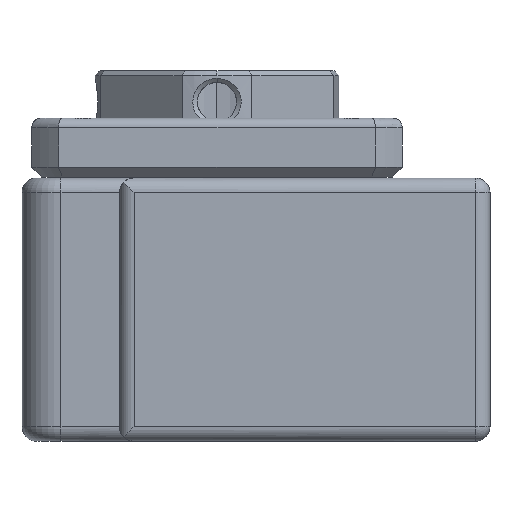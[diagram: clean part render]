
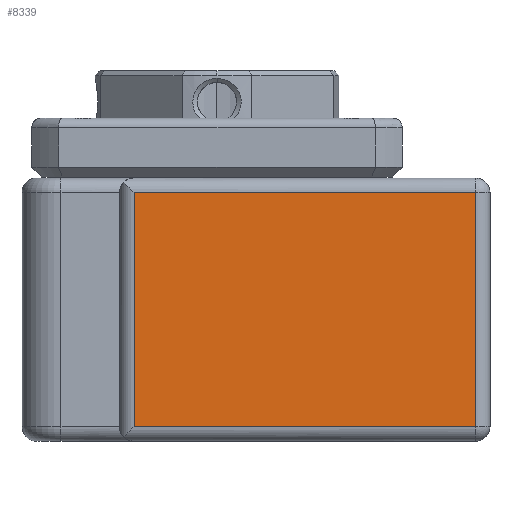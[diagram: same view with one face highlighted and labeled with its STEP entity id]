
A CAD part, left-side view. The second image highlights one B-rep face of the part: STEP entity #8339.
In plain terms, the highlighted planar face has unit normal (-1, 0, 0).
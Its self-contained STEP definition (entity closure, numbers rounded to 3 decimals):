
#371 = EDGE_CURVE ( 'NONE', #7056, #5641, #10013, .T. ) ;
#1061 = CARTESIAN_POINT ( 'NONE',  ( -35., -22.5, 12. ) ) ;
#1077 = LINE ( 'NONE', #16082, #10759 ) ;
#1217 = CARTESIAN_POINT ( 'NONE',  ( -35., 14., 13.5 ) ) ;
#2291 = CARTESIAN_POINT ( 'NONE',  ( -35., 12.5, 12. ) ) ;
#2596 = DIRECTION ( 'NONE',  ( 1., 0., 0. ) ) ;
#2697 = VECTOR ( 'NONE', #16977, 1000. ) ;
#3659 = CARTESIAN_POINT ( 'NONE',  ( -35., -22.5, -12. ) ) ;
#4416 = DIRECTION ( 'NONE',  ( 0., 1., 0. ) ) ;
#4559 = CARTESIAN_POINT ( 'NONE',  ( -35., 12.5, -12. ) ) ;
#4947 = ORIENTED_EDGE ( 'NONE', *, *, #10380, .T. ) ;
#5641 = VERTEX_POINT ( 'NONE', #3659 ) ;
#6771 = FACE_OUTER_BOUND ( 'NONE', #8784, .T. ) ;
#6910 = EDGE_CURVE ( 'NONE', #11973, #7056, #12676, .T. ) ;
#7056 = VERTEX_POINT ( 'NONE', #4559 ) ;
#8036 = VECTOR ( 'NONE', #4416, 1000. ) ;
#8339 = ADVANCED_FACE ( 'NONE', ( #6771 ), #9431, .F. ) ;
#8468 = LINE ( 'NONE', #12656, #8036 ) ;
#8784 = EDGE_LOOP ( 'NONE', ( #13766, #15108, #8893, #4947 ) ) ;
#8893 = ORIENTED_EDGE ( 'NONE', *, *, #12595, .T. ) ;
#9097 = DIRECTION ( 'NONE',  ( 0., 0., 1. ) ) ;
#9394 = VERTEX_POINT ( 'NONE', #1061 ) ;
#9431 = PLANE ( 'NONE',  #15314 ) ;
#9648 = CARTESIAN_POINT ( 'NONE',  ( -35., 12.5, 13.5 ) ) ;
#10013 = LINE ( 'NONE', #11536, #2697 ) ;
#10380 = EDGE_CURVE ( 'NONE', #9394, #11973, #8468, .T. ) ;
#10759 = VECTOR ( 'NONE', #9097, 1000. ) ;
#11536 = CARTESIAN_POINT ( 'NONE',  ( -35., -24., -12. ) ) ;
#11973 = VERTEX_POINT ( 'NONE', #2291 ) ;
#12218 = DIRECTION ( 'NONE',  ( 0., 1., 0. ) ) ;
#12433 = DIRECTION ( 'NONE',  ( 0., 0., -1. ) ) ;
#12595 = EDGE_CURVE ( 'NONE', #5641, #9394, #1077, .T. ) ;
#12656 = CARTESIAN_POINT ( 'NONE',  ( -35., 14., 12. ) ) ;
#12676 = LINE ( 'NONE', #9648, #15931 ) ;
#13766 = ORIENTED_EDGE ( 'NONE', *, *, #6910, .T. ) ;
#15108 = ORIENTED_EDGE ( 'NONE', *, *, #371, .T. ) ;
#15314 = AXIS2_PLACEMENT_3D ( 'NONE', #1217, #2596, #12218 ) ;
#15931 = VECTOR ( 'NONE', #12433, 1000. ) ;
#16082 = CARTESIAN_POINT ( 'NONE',  ( -35., -22.5, 13.5 ) ) ;
#16977 = DIRECTION ( 'NONE',  ( 0., -1., 0. ) ) ;
